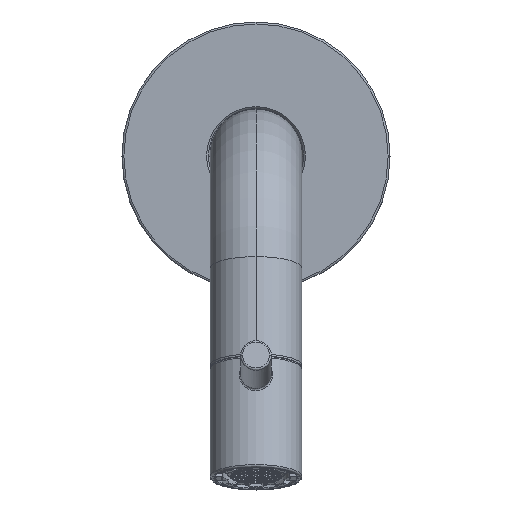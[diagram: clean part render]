
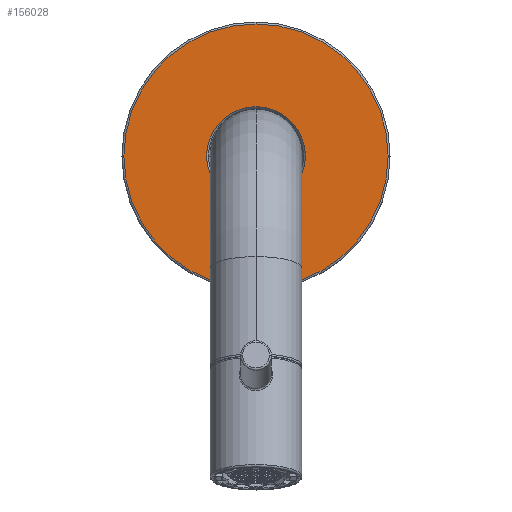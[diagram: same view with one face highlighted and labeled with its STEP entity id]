
A CAD part, top view. The second image highlights one B-rep face of the part: STEP entity #156028.
In plain terms, the highlighted planar face has unit normal (0, 0, 1).
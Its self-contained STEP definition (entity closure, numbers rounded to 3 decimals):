
#155460=CARTESIAN_POINT('',(0.,0.,9.));
#155461=DIRECTION('',(0.,0.,1.));
#155462=DIRECTION('',(-1.,0.,0.));
#155463=AXIS2_PLACEMENT_3D('',#155460,#155461,#155462);
#155465=CARTESIAN_POINT('',(0.,0.,9.));
#155466=DIRECTION('',(0.,0.,1.));
#155467=DIRECTION('',(1.,0.,0.));
#155468=AXIS2_PLACEMENT_3D('',#155465,#155466,#155467);
#155470=CARTESIAN_POINT('',(0.,0.,9.));
#155471=DIRECTION('',(0.,0.,1.));
#155472=DIRECTION('',(-1.,0.,0.));
#155473=AXIS2_PLACEMENT_3D('',#155470,#155471,#155472);
#155475=CARTESIAN_POINT('',(0.,0.,9.));
#155476=DIRECTION('',(0.,0.,1.));
#155477=DIRECTION('',(1.,0.,0.));
#155478=AXIS2_PLACEMENT_3D('',#155475,#155476,#155477);
#155607=CARTESIAN_POINT('',(-34.5,0.,9.));
#155608=CARTESIAN_POINT('',(34.5,0.,9.));
#155609=VERTEX_POINT('',#155607);
#155610=VERTEX_POINT('',#155608);
#155619=CARTESIAN_POINT('',(-12.9,0.,9.));
#155620=CARTESIAN_POINT('',(12.9,0.,9.));
#155621=VERTEX_POINT('',#155619);
#155622=VERTEX_POINT('',#155620);
#156012=CARTESIAN_POINT('',(0.,0.,9.));
#156013=DIRECTION('',(0.,0.,-1.));
#156014=DIRECTION('',(1.,0.,0.));
#156015=AXIS2_PLACEMENT_3D('',#156012,#156013,#156014);
#156016=PLANE('',#156015);
#156018=ORIENTED_EDGE('',*,*,#156017,.F.);
#156019=ORIENTED_EDGE('',*,*,#155995,.F.);
#156020=EDGE_LOOP('',(#156018,#156019));
#156021=FACE_OUTER_BOUND('',#156020,.F.);
#156023=ORIENTED_EDGE('',*,*,#156022,.T.);
#156025=ORIENTED_EDGE('',*,*,#156024,.T.);
#156026=EDGE_LOOP('',(#156023,#156025));
#156027=FACE_BOUND('',#156026,.F.);
#156028=ADVANCED_FACE('',(#156021,#156027),#156016,.F.);
#155464=CIRCLE('',#155463,34.5);
#155469=CIRCLE('',#155468,34.5);
#155474=CIRCLE('',#155473,12.9);
#155479=CIRCLE('',#155478,12.9);
#155995=EDGE_CURVE('',#155610,#155609,#155469,.T.);
#156017=EDGE_CURVE('',#155609,#155610,#155464,.T.);
#156022=EDGE_CURVE('',#155621,#155622,#155474,.T.);
#156024=EDGE_CURVE('',#155622,#155621,#155479,.T.);
